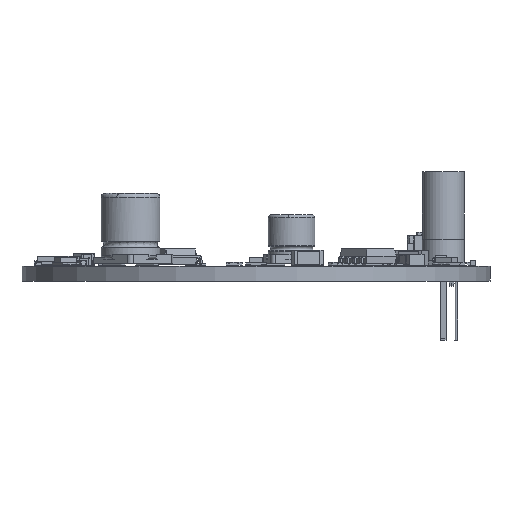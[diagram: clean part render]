
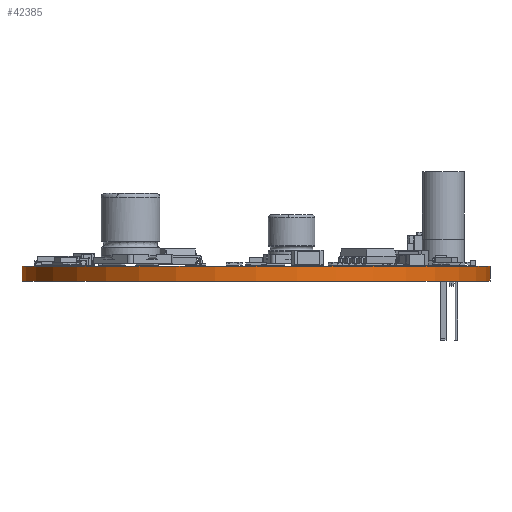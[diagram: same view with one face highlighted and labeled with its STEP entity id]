
A CAD part, front view. The second image highlights one B-rep face of the part: STEP entity #42385.
In plain terms, the highlighted cylindrical face has radius 25 mm (diameter 50 mm), a full revolution.
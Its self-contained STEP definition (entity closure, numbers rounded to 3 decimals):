
#42385 = ADVANCED_FACE('',(#42386),#42413,.T.);
#42386 = FACE_BOUND('',#42387,.F.);
#42387 = EDGE_LOOP('',(#42388,#42398,#42405,#42406));
#42388 = ORIENTED_EDGE('',*,*,#42389,.T.);
#42389 = EDGE_CURVE('',#42390,#42392,#42394,.T.);
#42390 = VERTEX_POINT('',#42391);
#42391 = CARTESIAN_POINT('',(25.,0.,0.));
#42392 = VERTEX_POINT('',#42393);
#42393 = CARTESIAN_POINT('',(25.,0.,1.6));
#42394 = LINE('',#42395,#42396);
#42395 = CARTESIAN_POINT('',(25.,0.,0.));
#42396 = VECTOR('',#42397,1.);
#42397 = DIRECTION('',(0.,0.,1.));
#42398 = ORIENTED_EDGE('',*,*,#42399,.T.);
#42399 = EDGE_CURVE('',#42392,#42392,#42400,.T.);
#42400 = CIRCLE('',#42401,25.);
#42401 = AXIS2_PLACEMENT_3D('',#42402,#42403,#42404);
#42402 = CARTESIAN_POINT('',(0.,0.,1.6));
#42403 = DIRECTION('',(0.,0.,1.));
#42404 = DIRECTION('',(1.,0.,-0.));
#42405 = ORIENTED_EDGE('',*,*,#42389,.F.);
#42406 = ORIENTED_EDGE('',*,*,#42407,.F.);
#42407 = EDGE_CURVE('',#42390,#42390,#42408,.T.);
#42408 = CIRCLE('',#42409,25.);
#42409 = AXIS2_PLACEMENT_3D('',#42410,#42411,#42412);
#42410 = CARTESIAN_POINT('',(0.,-0.,0.));
#42411 = DIRECTION('',(0.,0.,1.));
#42412 = DIRECTION('',(1.,0.,-0.));
#42413 = CYLINDRICAL_SURFACE('',#42414,25.);
#42414 = AXIS2_PLACEMENT_3D('',#42415,#42416,#42417);
#42415 = CARTESIAN_POINT('',(0.,-0.,0.));
#42416 = DIRECTION('',(-0.,-0.,-1.));
#42417 = DIRECTION('',(1.,0.,-0.));
